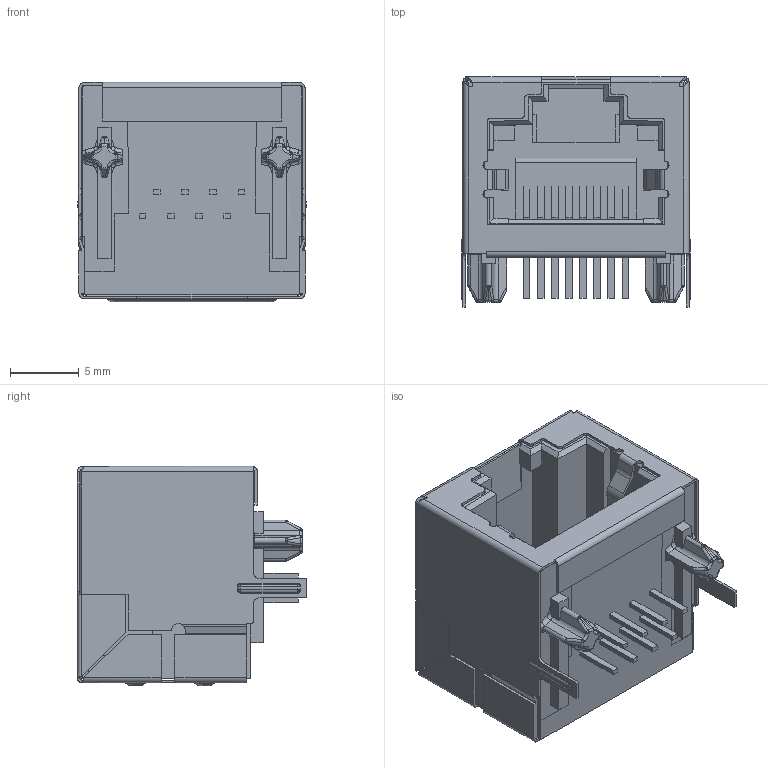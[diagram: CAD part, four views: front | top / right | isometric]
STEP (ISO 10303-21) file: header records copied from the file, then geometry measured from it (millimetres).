
FILE_DESCRIPTION (( 'STEP AP214' ), '1' );
FILE_NAME ('2501551-6.STEP', '2025-03-04T09:31:30', ( '' ), ( '' ), 'SwSTEP 2.0', 'SolidWorks 2023', '' );
FILE_SCHEMA (( 'AUTOMOTIVE_DESIGN' ));
Length unit declared in the file: millimetre
Products named in the file (1): 2501551-6
Bounding box: 16.6 x 16.68 x 15.9 mm (x, y, z)
Volume: 2082.5 mm3; surface area: 3431.9 mm2
Topology: 1 solids, 1 shells, 629 faces, 1678 edges, 1049 vertices
Faces by surface type: plane 347, cylinder 159, bspline 101, torus 12, cone 10
Entity records: 31211 total; most frequent: CARTESIAN_POINT 9755, ORIENTED_EDGE 3354, DIRECTION 2525, EDGE_CURVE 1677, LINE 1075, VECTOR 1075, VERTEX_POINT 1049, AXIS2_PLACEMENT_3D 725
